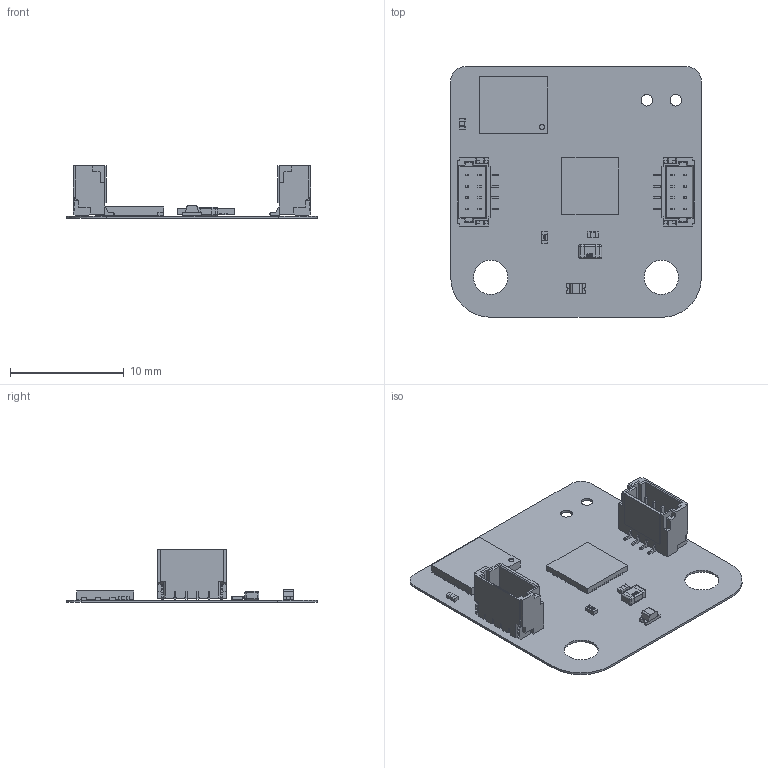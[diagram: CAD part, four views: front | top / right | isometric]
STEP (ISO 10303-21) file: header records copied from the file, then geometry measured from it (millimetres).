
FILE_DESCRIPTION(('Open CASCADE Model'),'2;1');
FILE_NAME('Open CASCADE Shape Model','2025-05-20T11:07:24',('Author'),( 'Open CASCADE'),'Open CASCADE STEP processor 7.5','Open CASCADE 7.5' ,'Unknown');
FILE_SCHEMA(('AUTOMOTIVE_DESIGN { 1 0 10303 214 1 1 1 1 }'));
Length unit declared in the file: millimetre
Products named in the file (34): PCB; Board; Open CASCADE STEP translator 7.5 34.1.1; U; DUELink-U-Connector-BM04B-SRSS-TB; D; DUELink-Connector-BM04B-SRSS-TB; C5; C0402; U3; User Library-WSON-8; User Library-WSON-8_Case; User Library-WSON-8_Pad; User Library-WSON-8_Power pad; STAT; 0603 LED Green; Solid1; Solid4; R4; User Library-R SMD 0402; User Library-R SMD 0402_0402 BODY; User Library-R SMD 0402_0402 PAD; User Library-R SMD 0402_0402 OPIS; C2; 0805 SMD Capacitor; C1; Free-Models; STM32-QFN32
Assembly tree (42 placements, depth 4):
  PCB
    Board
      Open CASCADE STEP translator 7.5 34.1.1
    U
      DUELink-U-Connector-BM04B-SRSS-TB
    D
      DUELink-Connector-BM04B-SRSS-TB
    C5
      C0402
    U3
      User Library-WSON-8
        User Library-WSON-8_Case
        User Library-WSON-8_Pad  x8
        User Library-WSON-8_Power pad
    STAT
      0603 LED Green
        Solid1
        Solid4
        Solid1
        Solid1
        Solid4
        Solid1
        Solid1
        Solid1
    R4
      User Library-R SMD 0402
        User Library-R SMD 0402_0402 BODY
        User Library-R SMD 0402_0402 PAD  x2
        User Library-R SMD 0402_0402 OPIS
    C2
      0805 SMD Capacitor
    C1
      C0402
    Free-Models
      STM32-QFN32
Bounding box: 22 x 22 x 4.62 mm (x, y, z)
Volume: 205.4 mm3; surface area: 1605.8 mm2
Topology: 90 solids, 90 shells, 1469 faces, 5029 edges, 5186 vertices
Faces by surface type: plane 1073, cylinder 268, bspline 104, revolution 16, sphere 8
Full cylindrical faces by diameter (mm): 1.016 x2, 3 x2
Entity records: 59323 total; most frequent: CARTESIAN_POINT 15457, DIRECTION 7645, ORIENTED_EDGE 6538, LINE 4017, VECTOR 4017, EDGE_CURVE 3269, VERTEX_POINT 2130, AXIS2_PLACEMENT_3D 1810
